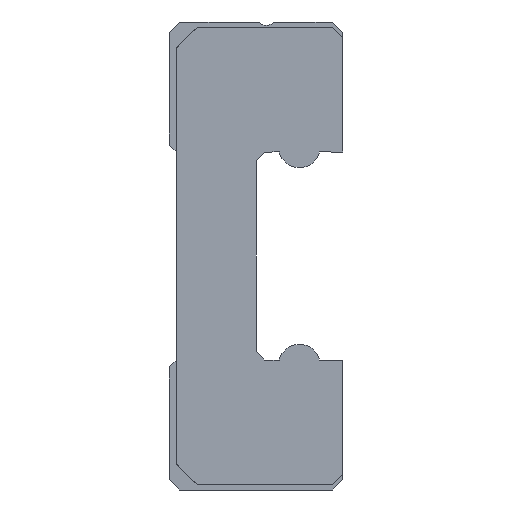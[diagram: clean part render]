
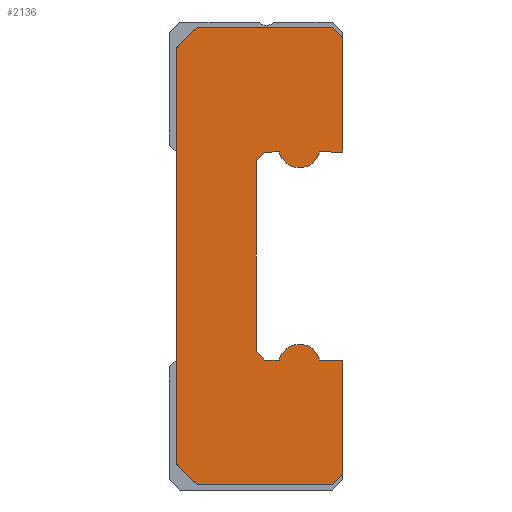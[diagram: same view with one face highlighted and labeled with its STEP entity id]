
A CAD part, left-side view. The second image highlights one B-rep face of the part: STEP entity #2136.
In plain terms, the highlighted planar face has unit normal (-1, 0, 0).
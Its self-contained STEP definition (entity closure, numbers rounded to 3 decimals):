
#36 = VERTEX_POINT ( 'NONE', #265 ) ;
#38 = EDGE_CURVE ( 'NONE', #2241, #39, #263, .T. ) ;
#39 = VERTEX_POINT ( 'NONE', #259 ) ;
#73 = VERTEX_POINT ( 'NONE', #319 ) ;
#74 = VERTEX_POINT ( 'NONE', #318 ) ;
#82 = EDGE_CURVE ( 'NONE', #73, #74, #367, .T. ) ;
#104 = EDGE_CURVE ( 'NONE', #153, #105, #390, .T. ) ;
#105 = VERTEX_POINT ( 'NONE', #386 ) ;
#153 = VERTEX_POINT ( 'NONE', #496 ) ;
#259 = CARTESIAN_POINT ( 'NONE',  ( -22.7, 4.5, 6. ) ) ;
#260 = DIRECTION ( 'NONE',  ( 0., 1., 0. ) ) ;
#261 = VECTOR ( 'NONE', #260, 1000. ) ;
#262 = CARTESIAN_POINT ( 'NONE',  ( -22.7, 3.662, 6. ) ) ;
#263 = LINE ( 'NONE', #262, #261 ) ;
#265 = CARTESIAN_POINT ( 'NONE',  ( -22.7, 3.662, -6. ) ) ;
#318 = CARTESIAN_POINT ( 'NONE',  ( -22.7, 2.5, -5.1 ) ) ;
#319 = CARTESIAN_POINT ( 'NONE',  ( -22.7, 1.338, -6. ) ) ;
#364 = DIRECTION ( 'NONE',  ( 0., 0., 1. ) ) ;
#365 = DIRECTION ( 'NONE',  ( -1., 0., 0. ) ) ;
#366 = AXIS2_PLACEMENT_3D ( 'NONE', #373, #365, #364 ) ;
#367 = CIRCLE ( 'NONE', #366, 1.2 ) ;
#373 = CARTESIAN_POINT ( 'NONE',  ( -22.7, 2.5, -6.3 ) ) ;
#386 = CARTESIAN_POINT ( 'NONE',  ( -22.7, 0., 6. ) ) ;
#387 = DIRECTION ( 'NONE',  ( 0., 0., -1. ) ) ;
#388 = VECTOR ( 'NONE', #387, 1000. ) ;
#389 = CARTESIAN_POINT ( 'NONE',  ( -22.7, 0., 12.586 ) ) ;
#390 = LINE ( 'NONE', #389, #388 ) ;
#496 = CARTESIAN_POINT ( 'NONE',  ( -22.7, 0., 12.586 ) ) ;
#871 = DIRECTION ( 'NONE',  ( 0., 1., 0. ) ) ;
#872 = VECTOR ( 'NONE', #871, 1000. ) ;
#873 = CARTESIAN_POINT ( 'NONE',  ( -22.7, 3.662, -6. ) ) ;
#874 = LINE ( 'NONE', #873, #872 ) ;
#889 = DIRECTION ( 'NONE',  ( 0., 0., 1. ) ) ;
#890 = VECTOR ( 'NONE', #889, 1000. ) ;
#891 = CARTESIAN_POINT ( 'NONE',  ( -22.7, 0., -12.586 ) ) ;
#892 = LINE ( 'NONE', #891, #890 ) ;
#909 = DIRECTION ( 'NONE',  ( 0., 0., 1. ) ) ;
#910 = DIRECTION ( 'NONE',  ( -1., 0., 0. ) ) ;
#911 = CARTESIAN_POINT ( 'NONE',  ( -22.7, 2.5, -6.3 ) ) ;
#912 = AXIS2_PLACEMENT_3D ( 'NONE', #911, #910, #909 ) ;
#913 = CIRCLE ( 'NONE', #912, 1.2 ) ;
#914 = DIRECTION ( 'NONE',  ( 0., 0.707, 0.707 ) ) ;
#915 = VECTOR ( 'NONE', #914, 1000. ) ;
#916 = CARTESIAN_POINT ( 'NONE',  ( -22.7, 4.5, -6. ) ) ;
#917 = LINE ( 'NONE', #916, #915 ) ;
#918 = CARTESIAN_POINT ( 'NONE',  ( -22.7, 4.5, -6. ) ) ;
#926 = CARTESIAN_POINT ( 'NONE',  ( -22.7, 0., -6. ) ) ;
#943 = CARTESIAN_POINT ( 'NONE',  ( -22.7, 0., -12.586 ) ) ;
#966 = DIRECTION ( 'NONE',  ( 0., 1., 0. ) ) ;
#967 = VECTOR ( 'NONE', #966, 1000. ) ;
#968 = CARTESIAN_POINT ( 'NONE',  ( -22.7, 0., -6. ) ) ;
#969 = LINE ( 'NONE', #968, #967 ) ;
#1207 = DIRECTION ( 'NONE',  ( 0., -1., 0. ) ) ;
#1208 = VECTOR ( 'NONE', #1207, 1000. ) ;
#1209 = CARTESIAN_POINT ( 'NONE',  ( -22.7, 8.396, -13.19 ) ) ;
#1210 = LINE ( 'NONE', #1209, #1208 ) ;
#1235 = CARTESIAN_POINT ( 'NONE',  ( -22.7, 9.59, 11.996 ) ) ;
#1236 = DIRECTION ( 'NONE',  ( 0., -0.707, 0.707 ) ) ;
#1237 = VECTOR ( 'NONE', #1236, 1000. ) ;
#1238 = CARTESIAN_POINT ( 'NONE',  ( -22.7, 0.604, -13.19 ) ) ;
#1239 = LINE ( 'NONE', #1238, #1237 ) ;
#1248 = CARTESIAN_POINT ( 'NONE',  ( -22.7, 0.604, -13.19 ) ) ;
#1261 = DIRECTION ( 'NONE',  ( 0., 0., -1. ) ) ;
#1262 = VECTOR ( 'NONE', #1261, 1000. ) ;
#1263 = CARTESIAN_POINT ( 'NONE',  ( -22.7, 9.59, 0. ) ) ;
#1264 = LINE ( 'NONE', #1263, #1262 ) ;
#1265 = CARTESIAN_POINT ( 'NONE',  ( -22.7, 0.604, 13.19 ) ) ;
#1270 = DIRECTION ( 'NONE',  ( 0., 0., 1. ) ) ;
#1271 = DIRECTION ( 'NONE',  ( -1., 0., 0. ) ) ;
#1272 = CARTESIAN_POINT ( 'NONE',  ( -22.7, 2.5, -6.3 ) ) ;
#1273 = AXIS2_PLACEMENT_3D ( 'NONE', #1272, #1271, #1270 ) ;
#1274 = PLANE ( 'NONE',  #1273 ) ;
#1275 = FACE_OUTER_BOUND ( 'NONE', #2132, .T. ) ;
#1288 = CARTESIAN_POINT ( 'NONE',  ( -22.7, 9.59, -11.996 ) ) ;
#1289 = DIRECTION ( 'NONE',  ( 0., -0.707, -0.707 ) ) ;
#1290 = VECTOR ( 'NONE', #1289, 1000. ) ;
#1291 = CARTESIAN_POINT ( 'NONE',  ( -22.7, 9.59, -11.996 ) ) ;
#1292 = LINE ( 'NONE', #1291, #1290 ) ;
#1298 = DIRECTION ( 'NONE',  ( 0., -0.707, -0.707 ) ) ;
#1299 = VECTOR ( 'NONE', #1298, 1000. ) ;
#1300 = CARTESIAN_POINT ( 'NONE',  ( -22.7, 0.604, 13.19 ) ) ;
#1301 = LINE ( 'NONE', #1300, #1299 ) ;
#1302 = CARTESIAN_POINT ( 'NONE',  ( -22.7, 8.396, 13.19 ) ) ;
#1309 = DIRECTION ( 'NONE',  ( 0., -1., 0. ) ) ;
#1310 = VECTOR ( 'NONE', #1309, 1000. ) ;
#1311 = CARTESIAN_POINT ( 'NONE',  ( -22.7, 8.396, 13.19 ) ) ;
#1312 = LINE ( 'NONE', #1311, #1310 ) ;
#1317 = DIRECTION ( 'NONE',  ( 0., -0.707, 0.707 ) ) ;
#1318 = VECTOR ( 'NONE', #1317, 1000. ) ;
#1319 = CARTESIAN_POINT ( 'NONE',  ( -22.7, 9.59, 11.996 ) ) ;
#1320 = LINE ( 'NONE', #1319, #1318 ) ;
#1357 = CARTESIAN_POINT ( 'NONE',  ( -22.7, 1.338, 6. ) ) ;
#1364 = CARTESIAN_POINT ( 'NONE',  ( -22.7, 8.396, -13.19 ) ) ;
#1365 = DIRECTION ( 'NONE',  ( 0., 0., -1. ) ) ;
#1366 = DIRECTION ( 'NONE',  ( 1., 0., 0. ) ) ;
#1367 = AXIS2_PLACEMENT_3D ( 'NONE', #1373, #1366, #1365 ) ;
#1368 = CIRCLE ( 'NONE', #1367, 1.2 ) ;
#1373 = CARTESIAN_POINT ( 'NONE',  ( -22.7, 2.5, 6.3 ) ) ;
#1389 = LINE ( 'NONE', #1454, #1453 ) ;
#1394 = CARTESIAN_POINT ( 'NONE',  ( -22.7, 3.662, 6. ) ) ;
#1417 = DIRECTION ( 'NONE',  ( 0., 1., 0. ) ) ;
#1418 = VECTOR ( 'NONE', #1417, 1000. ) ;
#1419 = CARTESIAN_POINT ( 'NONE',  ( -22.7, 0., 6. ) ) ;
#1420 = LINE ( 'NONE', #1419, #1418 ) ;
#1447 = CARTESIAN_POINT ( 'NONE',  ( -22.7, 5., 5.5 ) ) ;
#1452 = DIRECTION ( 'NONE',  ( 0., 0.707, -0.707 ) ) ;
#1453 = VECTOR ( 'NONE', #1452, 1000. ) ;
#1454 = CARTESIAN_POINT ( 'NONE',  ( -22.7, 4.5, 6. ) ) ;
#1489 = DIRECTION ( 'NONE',  ( 0., 0., 1. ) ) ;
#1490 = VECTOR ( 'NONE', #1489, 1000. ) ;
#1491 = CARTESIAN_POINT ( 'NONE',  ( -22.7, 5., -5.5 ) ) ;
#1492 = LINE ( 'NONE', #1491, #1490 ) ;
#1493 = CARTESIAN_POINT ( 'NONE',  ( -22.7, 5., -5.5 ) ) ;
#1866 = EDGE_CURVE ( 'NONE', #36, #1876, #874, .T. ) ;
#1876 = VERTEX_POINT ( 'NONE', #918 ) ;
#1881 = EDGE_CURVE ( 'NONE', #1876, #2301, #917, .T. ) ;
#1882 = EDGE_CURVE ( 'NONE', #74, #36, #913, .T. ) ;
#1890 = EDGE_CURVE ( 'NONE', #1895, #1911, #892, .T. ) ;
#1895 = VERTEX_POINT ( 'NONE', #943 ) ;
#1911 = VERTEX_POINT ( 'NONE', #926 ) ;
#1922 = EDGE_CURVE ( 'NONE', #1911, #73, #969, .T. ) ;
#2091 = EDGE_CURVE ( 'NONE', #2223, #2103, #1210, .T. ) ;
#2103 = VERTEX_POINT ( 'NONE', #1248 ) ;
#2114 = EDGE_CURVE ( 'NONE', #2103, #1895, #1239, .T. ) ;
#2115 = VERTEX_POINT ( 'NONE', #1235 ) ;
#2123 = EDGE_CURVE ( 'NONE', #2124, #2223, #1292, .T. ) ;
#2124 = VERTEX_POINT ( 'NONE', #1288 ) ;
#2128 = ORIENTED_EDGE ( 'NONE', *, *, #1922, .T. ) ;
#2129 = ORIENTED_EDGE ( 'NONE', *, *, #82, .T. ) ;
#2130 = ORIENTED_EDGE ( 'NONE', *, *, #1890, .T. ) ;
#2131 = ORIENTED_EDGE ( 'NONE', *, *, #2114, .T. ) ;
#2132 = EDGE_LOOP ( 'NONE', ( #2133, #2134, #2131, #2130, #2128, #2129, #2148, #2149, #2155, #2151, #2157, #2146, #2144, #2143, #2141, #2142, #2163, #2174, #2145 ) ) ;
#2133 = ORIENTED_EDGE ( 'NONE', *, *, #2123, .T. ) ;
#2134 = ORIENTED_EDGE ( 'NONE', *, *, #2091, .T. ) ;
#2136 = ADVANCED_FACE ( 'NONE', ( #1275 ), #1274, .T. ) ;
#2138 = VERTEX_POINT ( 'NONE', #1265 ) ;
#2140 = EDGE_CURVE ( 'NONE', #2115, #2124, #1264, .T. ) ;
#2141 = ORIENTED_EDGE ( 'NONE', *, *, #104, .F. ) ;
#2142 = ORIENTED_EDGE ( 'NONE', *, *, #2169, .F. ) ;
#2143 = ORIENTED_EDGE ( 'NONE', *, *, #2229, .F. ) ;
#2144 = ORIENTED_EDGE ( 'NONE', *, *, #2221, .F. ) ;
#2145 = ORIENTED_EDGE ( 'NONE', *, *, #2140, .T. ) ;
#2146 = ORIENTED_EDGE ( 'NONE', *, *, #38, .F. ) ;
#2148 = ORIENTED_EDGE ( 'NONE', *, *, #1882, .T. ) ;
#2149 = ORIENTED_EDGE ( 'NONE', *, *, #1866, .T. ) ;
#2151 = ORIENTED_EDGE ( 'NONE', *, *, #2302, .T. ) ;
#2152 = EDGE_CURVE ( 'NONE', #2115, #2168, #1320, .T. ) ;
#2155 = ORIENTED_EDGE ( 'NONE', *, *, #1881, .T. ) ;
#2157 = ORIENTED_EDGE ( 'NONE', *, *, #2248, .F. ) ;
#2163 = ORIENTED_EDGE ( 'NONE', *, *, #2164, .F. ) ;
#2164 = EDGE_CURVE ( 'NONE', #2168, #2138, #1312, .T. ) ;
#2168 = VERTEX_POINT ( 'NONE', #1302 ) ;
#2169 = EDGE_CURVE ( 'NONE', #2138, #153, #1301, .T. ) ;
#2174 = ORIENTED_EDGE ( 'NONE', *, *, #2152, .F. ) ;
#2221 = EDGE_CURVE ( 'NONE', #2228, #2241, #1368, .T. ) ;
#2223 = VERTEX_POINT ( 'NONE', #1364 ) ;
#2228 = VERTEX_POINT ( 'NONE', #1357 ) ;
#2229 = EDGE_CURVE ( 'NONE', #105, #2228, #1420, .T. ) ;
#2241 = VERTEX_POINT ( 'NONE', #1394 ) ;
#2248 = EDGE_CURVE ( 'NONE', #39, #2250, #1389, .T. ) ;
#2250 = VERTEX_POINT ( 'NONE', #1447 ) ;
#2301 = VERTEX_POINT ( 'NONE', #1493 ) ;
#2302 = EDGE_CURVE ( 'NONE', #2301, #2250, #1492, .T. ) ;
